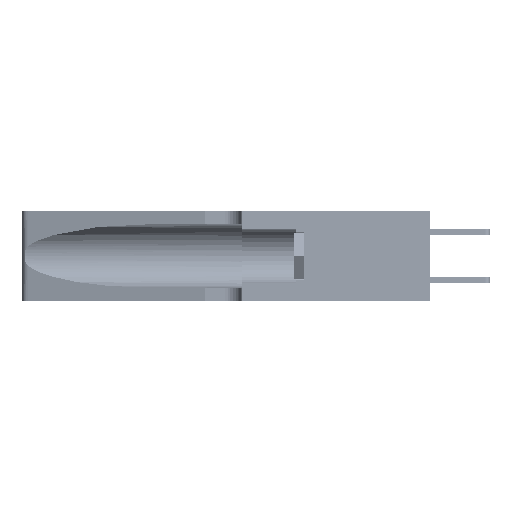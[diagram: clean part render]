
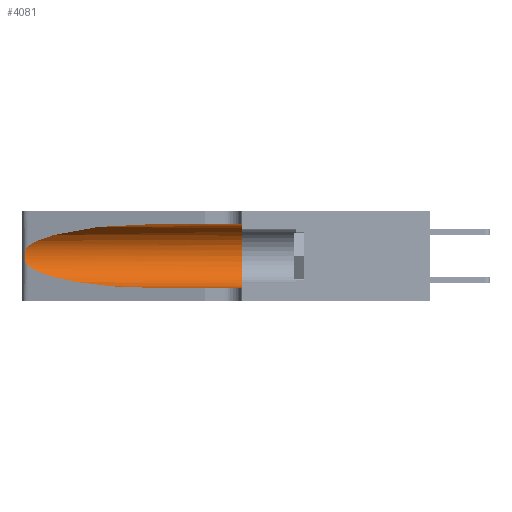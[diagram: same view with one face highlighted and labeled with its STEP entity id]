
A CAD part, left-side view. The second image highlights one B-rep face of the part: STEP entity #4081.
In plain terms, the highlighted cylindrical face has radius 3.308 mm (diameter 6.617 mm), a partial arc.
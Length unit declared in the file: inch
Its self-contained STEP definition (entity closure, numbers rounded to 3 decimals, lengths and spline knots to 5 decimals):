
#233 = VERTEX_POINT ( 'NONE', #16029 ) ;
#2114 = CARTESIAN_POINT ( 'NONE',  ( 0.25555, 1.22993, 0.14849 ) ) ;
#2290 = CARTESIAN_POINT ( 'NONE',  ( 0.25854, 1.2359, 0.20912 ) ) ;
#4081 = ADVANCED_FACE ( 'NONE', ( #50798 ), #24963, .F. ) ;
#4381 = CARTESIAN_POINT ( 'NONE',  ( 0.1305, 0.35, 0.185 ) ) ;
#4583 = CARTESIAN_POINT ( 'NONE',  ( 0.1305, 1.61858, 0.185 ) ) ;
#4598 =( BOUNDED_CURVE ( )  B_SPLINE_CURVE ( 3, ( #41670, #25382, #21964, #46314 ),
 .UNSPECIFIED., .F., .T. ) 
 B_SPLINE_CURVE_WITH_KNOTS ( ( 4, 4 ),
 ( 1.5708, 2.84003 ),
 .UNSPECIFIED. ) 
 CURVE ( )  GEOMETRIC_REPRESENTATION_ITEM ( )  RATIONAL_B_SPLINE_CURVE ( ( 1., 0.87, 0.87, 1. ) ) 
 REPRESENTATION_ITEM ( '' )  );
#5347 = CARTESIAN_POINT ( 'NONE',  ( 0.1305, 0.72297, 0.05475 ) ) ;
#6155 = ORIENTED_EDGE ( 'NONE', *, *, #11843, .T. ) ;
#6366 = EDGE_CURVE ( 'NONE', #28743, #13287, #37307, .T. ) ;
#8069 = CARTESIAN_POINT ( 'NONE',  ( 0.25487, 1.22718, 0.22369 ) ) ;
#8275 = EDGE_CURVE ( 'NONE', #13287, #34219, #50851, .T. ) ;
#10582 = CARTESIAN_POINT ( 'NONE',  ( 0.26075, 1.23896, 0.19203 ) ) ;
#10723 = CARTESIAN_POINT ( 'NONE',  ( 0.1305, 0.35, 0.31525 ) ) ;
#11843 = EDGE_CURVE ( 'NONE', #233, #28743, #4598, .T. ) ;
#12355 = VECTOR ( 'NONE', #21848, 39.37008 ) ;
#12533 = CARTESIAN_POINT ( 'NONE',  ( 0.1305, 0.35, 0.05475 ) ) ;
#12743 = AXIS2_PLACEMENT_3D ( 'NONE', #4381, #42036, #33244 ) ;
#12765 = ORIENTED_EDGE ( 'NONE', *, *, #43466, .F. ) ;
#13287 = VERTEX_POINT ( 'NONE', #38264 ) ;
#14161 = CARTESIAN_POINT ( 'NONE',  ( 0.25555, 1.22994, 0.2215 ) ) ;
#14857 = CARTESIAN_POINT ( 'NONE',  ( 0.26018, 1.23835, 0.19895 ) ) ;
#14965 = EDGE_CURVE ( 'NONE', #233, #34252, #42056, .T. ) ;
#15527 = LINE ( 'NONE', #30005, #12355 ) ;
#16029 = CARTESIAN_POINT ( 'NONE',  ( 0.1305, 0.72297, 0.31525 ) ) ;
#17309 = DIRECTION ( 'NONE',  ( 0., 0., -1. ) ) ;
#20549 = ORIENTED_EDGE ( 'NONE', *, *, #8275, .T. ) ;
#20615 = CIRCLE ( 'NONE', #12743, 0.13025 ) ;
#21848 = DIRECTION ( 'NONE',  ( 0., -1., 0. ) ) ;
#21964 = CARTESIAN_POINT ( 'NONE',  ( 0.2373, 1.15595, 0.28018 ) ) ;
#22268 = CARTESIAN_POINT ( 'NONE',  ( 0.25487, 1.22718, 0.22369 ) ) ;
#22960 = CARTESIAN_POINT ( 'NONE',  ( 0.25787, 1.23484, 0.2124 ) ) ;
#24963 = CYLINDRICAL_SURFACE ( 'NONE', #25967, 0.13025 ) ;
#25382 = CARTESIAN_POINT ( 'NONE',  ( 0.18966, 0.96281, 0.31525 ) ) ;
#25460 = DIRECTION ( 'NONE',  ( 0., -1., 0. ) ) ;
#25967 = AXIS2_PLACEMENT_3D ( 'NONE', #4583, #33445, #17309 ) ;
#28556 = ORIENTED_EDGE ( 'NONE', *, *, #51268, .T. ) ;
#28743 = VERTEX_POINT ( 'NONE', #8069 ) ;
#28890 = VERTEX_POINT ( 'NONE', #12533 ) ;
#30005 = CARTESIAN_POINT ( 'NONE',  ( 0.1305, 1.61858, 0.05475 ) ) ;
#31832 = CARTESIAN_POINT ( 'NONE',  ( 0.1305, 0.72297, 0.05475 ) ) ;
#33244 = DIRECTION ( 'NONE',  ( 0., 0., 1. ) ) ;
#33328 = CARTESIAN_POINT ( 'NONE',  ( 0.25487, 1.22718, 0.14631 ) ) ;
#33445 = DIRECTION ( 'NONE',  ( 0., -1., 0. ) ) ;
#34219 = VERTEX_POINT ( 'NONE', #31832 ) ;
#34252 = VERTEX_POINT ( 'NONE', #10723 ) ;
#34947 = ORIENTED_EDGE ( 'NONE', *, *, #6366, .T. ) ;
#35093 = CARTESIAN_POINT ( 'NONE',  ( 0.25856, 1.23593, 0.16098 ) ) ;
#35436 = CARTESIAN_POINT ( 'NONE',  ( 0.25487, 1.22718, 0.14631 ) ) ;
#37307 = B_SPLINE_CURVE_WITH_KNOTS ( 'NONE', 3,
 ( #22268, #14161, #43570, #22960, #2290, #14857, #10582, #51823, #47504, #35093, #39594, #39410, #2114, #35436 ),
 .UNSPECIFIED., .F., .F.,
 ( 4, 2, 2, 2, 2, 2, 4 ),
 ( 0., 0.00027, 0.00053, 0.00107, 0.0016, 0.00187, 0.00214 ),
 .UNSPECIFIED. ) ;
#38131 = CARTESIAN_POINT ( 'NONE',  ( 0.18966, 0.96281, 0.05475 ) ) ;
#38264 = CARTESIAN_POINT ( 'NONE',  ( 0.25487, 1.22718, 0.14631 ) ) ;
#39410 = CARTESIAN_POINT ( 'NONE',  ( 0.25639, 1.23186, 0.15144 ) ) ;
#39594 = CARTESIAN_POINT ( 'NONE',  ( 0.25789, 1.23486, 0.15765 ) ) ;
#40391 = ORIENTED_EDGE ( 'NONE', *, *, #14965, .F. ) ;
#41448 = VECTOR ( 'NONE', #25460, 39.37008 ) ;
#41670 = CARTESIAN_POINT ( 'NONE',  ( 0.1305, 0.72297, 0.31525 ) ) ;
#42036 = DIRECTION ( 'NONE',  ( 0., 1., 0. ) ) ;
#42056 = LINE ( 'NONE', #49458, #41448 ) ;
#43466 = EDGE_CURVE ( 'NONE', #34252, #28890, #20615, .T. ) ;
#43570 = CARTESIAN_POINT ( 'NONE',  ( 0.25639, 1.23184, 0.21858 ) ) ;
#46314 = CARTESIAN_POINT ( 'NONE',  ( 0.25487, 1.22718, 0.22369 ) ) ;
#47504 = CARTESIAN_POINT ( 'NONE',  ( 0.26017, 1.23833, 0.17102 ) ) ;
#49458 = CARTESIAN_POINT ( 'NONE',  ( 0.1305, 1.61858, 0.31525 ) ) ;
#50376 = CARTESIAN_POINT ( 'NONE',  ( 0.2373, 1.15595, 0.08982 ) ) ;
#50535 = EDGE_LOOP ( 'NONE', ( #6155, #34947, #20549, #28556, #12765, #40391 ) ) ;
#50798 = FACE_OUTER_BOUND ( 'NONE', #50535, .T. ) ;
#50851 =( BOUNDED_CURVE ( )  B_SPLINE_CURVE ( 3, ( #33328, #50376, #38131, #5347 ),
 .UNSPECIFIED., .F., .T. ) 
 B_SPLINE_CURVE_WITH_KNOTS ( ( 4, 4 ),
 ( 3.44316, 4.71239 ),
 .UNSPECIFIED. ) 
 CURVE ( )  GEOMETRIC_REPRESENTATION_ITEM ( )  RATIONAL_B_SPLINE_CURVE ( ( 1., 0.87, 0.87, 1. ) ) 
 REPRESENTATION_ITEM ( '' )  );
#51268 = EDGE_CURVE ( 'NONE', #34219, #28890, #15527, .T. ) ;
#51823 = CARTESIAN_POINT ( 'NONE',  ( 0.26075, 1.23896, 0.178 ) ) ;
